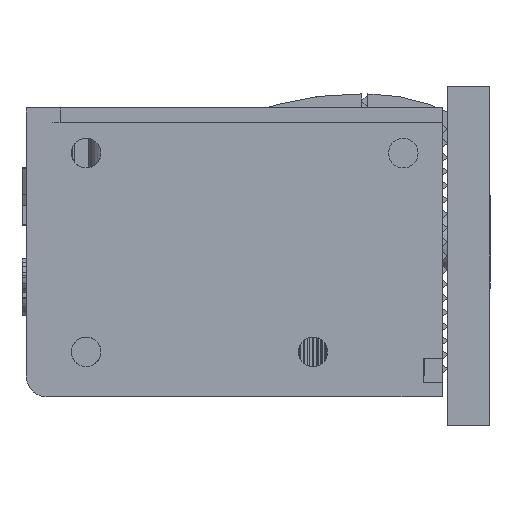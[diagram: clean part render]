
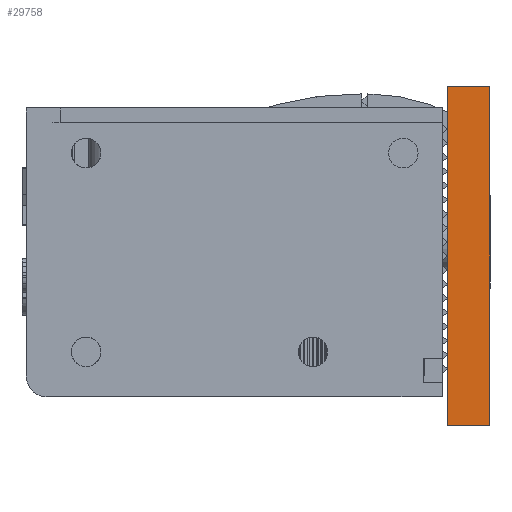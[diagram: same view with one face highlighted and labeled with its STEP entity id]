
A CAD part, front view. The second image highlights one B-rep face of the part: STEP entity #29758.
In plain terms, the highlighted planar face has unit normal (0, -1, 0).
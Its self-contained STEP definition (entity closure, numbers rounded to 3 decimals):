
#5590 = LINE ( 'NONE', #5989, #70181 ) ;
#5989 = CARTESIAN_POINT ( 'NONE',  ( -12., -125., 3. ) ) ;
#9189 = EDGE_CURVE ( 'NONE', #39524, #60287, #66256, .T. ) ;
#9262 = CARTESIAN_POINT ( 'NONE',  ( -12., -125., 3. ) ) ;
#11591 = CARTESIAN_POINT ( 'NONE',  ( -12., -125., 3. ) ) ;
#15573 = PLANE ( 'NONE',  #52783 ) ;
#16018 = VERTEX_POINT ( 'NONE', #18148 ) ;
#18148 = CARTESIAN_POINT ( 'NONE',  ( 12., -125., 3. ) ) ;
#18589 = LINE ( 'NONE', #31695, #77625 ) ;
#18642 = ORIENTED_EDGE ( 'NONE', *, *, #35935, .T. ) ;
#22059 = VECTOR ( 'NONE', #42550, 1000. ) ;
#25707 = LINE ( 'NONE', #66505, #36809 ) ;
#29758 = ADVANCED_FACE ( 'NONE', ( #70648 ), #15573, .F. ) ;
#30499 = DIRECTION ( 'NONE',  ( 1., 0., 0. ) ) ;
#31695 = CARTESIAN_POINT ( 'NONE',  ( 12., -125., 3. ) ) ;
#33379 = EDGE_LOOP ( 'NONE', ( #18642, #68235, #35314, #69367 ) ) ;
#35314 = ORIENTED_EDGE ( 'NONE', *, *, #65118, .F. ) ;
#35935 = EDGE_CURVE ( 'NONE', #60287, #44272, #25707, .T. ) ;
#36198 = CARTESIAN_POINT ( 'NONE',  ( -12., -125., 3. ) ) ;
#36809 = VECTOR ( 'NONE', #30499, 1000. ) ;
#39524 = VERTEX_POINT ( 'NONE', #11591 ) ;
#42550 = DIRECTION ( 'NONE',  ( 0., 0., -1. ) ) ;
#44272 = VERTEX_POINT ( 'NONE', #66849 ) ;
#48031 = DIRECTION ( 'NONE',  ( 1., 0., 0. ) ) ;
#51669 = DIRECTION ( 'NONE',  ( 0., 0., 1. ) ) ;
#52431 = DIRECTION ( 'NONE',  ( 0., 1., 0. ) ) ;
#52783 = AXIS2_PLACEMENT_3D ( 'NONE', #9262, #52431, #51669 ) ;
#55810 = DIRECTION ( 'NONE',  ( 0., 0., -1. ) ) ;
#60287 = VERTEX_POINT ( 'NONE', #63369 ) ;
#63369 = CARTESIAN_POINT ( 'NONE',  ( -12., -125., 0. ) ) ;
#65118 = EDGE_CURVE ( 'NONE', #39524, #16018, #5590, .T. ) ;
#65681 = EDGE_CURVE ( 'NONE', #16018, #44272, #18589, .T. ) ;
#66256 = LINE ( 'NONE', #36198, #22059 ) ;
#66505 = CARTESIAN_POINT ( 'NONE',  ( -12., -125., 0. ) ) ;
#66849 = CARTESIAN_POINT ( 'NONE',  ( 12., -125., 0. ) ) ;
#68235 = ORIENTED_EDGE ( 'NONE', *, *, #65681, .F. ) ;
#69367 = ORIENTED_EDGE ( 'NONE', *, *, #9189, .T. ) ;
#70181 = VECTOR ( 'NONE', #48031, 1000. ) ;
#70648 = FACE_OUTER_BOUND ( 'NONE', #33379, .T. ) ;
#77625 = VECTOR ( 'NONE', #55810, 1000. ) ;
